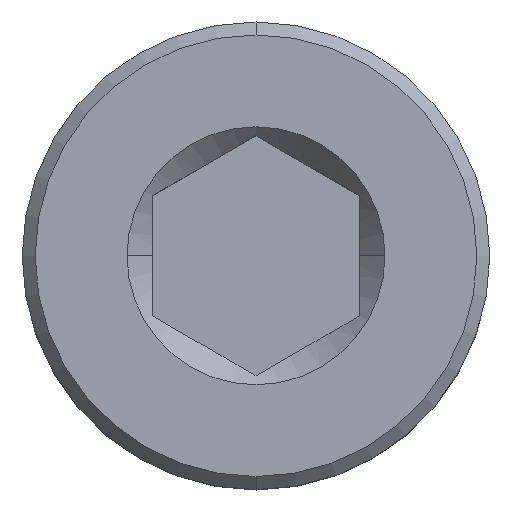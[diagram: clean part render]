
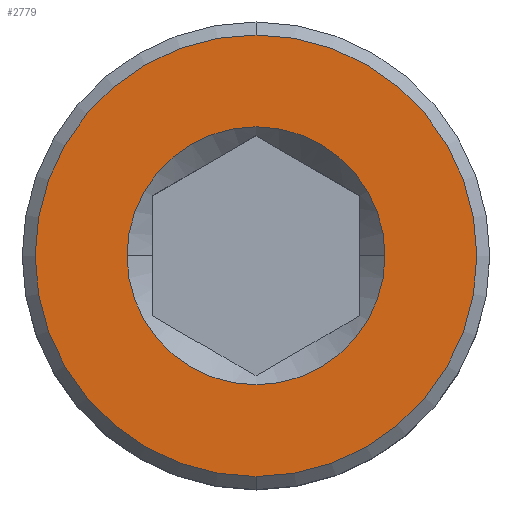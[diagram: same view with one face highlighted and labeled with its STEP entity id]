
A CAD part, top view. The second image highlights one B-rep face of the part: STEP entity #2779.
In plain terms, the highlighted planar face has unit normal (0, 0, 1).
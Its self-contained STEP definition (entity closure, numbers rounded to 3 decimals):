
#31 = DIRECTION ( 'NONE',  ( 0., 0., -1. ) ) ;
#166 = AXIS2_PLACEMENT_3D ( 'NONE', #5538, #2523, #2463 ) ;
#342 = CIRCLE ( 'NONE', #4850, 1.241 ) ;
#375 = FACE_OUTER_BOUND ( 'NONE', #5402, .T. ) ;
#574 = ORIENTED_EDGE ( 'NONE', *, *, #5404, .F. ) ;
#616 = CIRCLE ( 'NONE', #3457, 2.125 ) ;
#683 = CARTESIAN_POINT ( 'NONE',  ( 0., 2.125, 7.25 ) ) ;
#744 = CARTESIAN_POINT ( 'NONE',  ( 0., 0., 7.25 ) ) ;
#805 = CARTESIAN_POINT ( 'NONE',  ( 0., 0., 7.25 ) ) ;
#871 = DIRECTION ( 'NONE',  ( 0., 0., 1. ) ) ;
#1481 = CARTESIAN_POINT ( 'NONE',  ( -1.241, 0., 7.25 ) ) ;
#1518 = CIRCLE ( 'NONE', #166, 1.241 ) ;
#1825 = CARTESIAN_POINT ( 'NONE',  ( 0., 0., 7.25 ) ) ;
#1888 = VERTEX_POINT ( 'NONE', #1481 ) ;
#2463 = DIRECTION ( 'NONE',  ( 1., 0., 0. ) ) ;
#2486 = ORIENTED_EDGE ( 'NONE', *, *, #3100, .F. ) ;
#2506 = CARTESIAN_POINT ( 'NONE',  ( 0., -2.125, 7.25 ) ) ;
#2513 = CIRCLE ( 'NONE', #3569, 2.125 ) ;
#2523 = DIRECTION ( 'NONE',  ( 0., 0., 1. ) ) ;
#2590 = DIRECTION ( 'NONE',  ( 0., 0., 1. ) ) ;
#2779 = ADVANCED_FACE ( 'NONE', ( #4074, #375 ), #3955, .T. ) ;
#3016 = DIRECTION ( 'NONE',  ( 1., 0., 0. ) ) ;
#3018 = ORIENTED_EDGE ( 'NONE', *, *, #3910, .F. ) ;
#3100 = EDGE_CURVE ( 'NONE', #5272, #3975, #2513, .T. ) ;
#3117 = DIRECTION ( 'NONE',  ( 0., 1., 0. ) ) ;
#3382 = EDGE_CURVE ( 'NONE', #3975, #5272, #616, .T. ) ;
#3457 = AXIS2_PLACEMENT_3D ( 'NONE', #744, #3804, #4212 ) ;
#3569 = AXIS2_PLACEMENT_3D ( 'NONE', #1825, #31, #3117 ) ;
#3623 = ORIENTED_EDGE ( 'NONE', *, *, #3382, .F. ) ;
#3804 = DIRECTION ( 'NONE',  ( 0., 0., -1. ) ) ;
#3910 = EDGE_CURVE ( 'NONE', #1888, #4497, #1518, .T. ) ;
#3955 = PLANE ( 'NONE',  #5459 ) ;
#3975 = VERTEX_POINT ( 'NONE', #683 ) ;
#3996 = CARTESIAN_POINT ( 'NONE',  ( 0., 0., 7.25 ) ) ;
#4074 = FACE_BOUND ( 'NONE', #4705, .T. ) ;
#4212 = DIRECTION ( 'NONE',  ( 0., 1., 0. ) ) ;
#4497 = VERTEX_POINT ( 'NONE', #5544 ) ;
#4705 = EDGE_LOOP ( 'NONE', ( #574, #3018 ) ) ;
#4790 = DIRECTION ( 'NONE',  ( 0., -1., 0. ) ) ;
#4850 = AXIS2_PLACEMENT_3D ( 'NONE', #805, #2590, #3016 ) ;
#5272 = VERTEX_POINT ( 'NONE', #2506 ) ;
#5402 = EDGE_LOOP ( 'NONE', ( #3623, #2486 ) ) ;
#5404 = EDGE_CURVE ( 'NONE', #4497, #1888, #342, .T. ) ;
#5459 = AXIS2_PLACEMENT_3D ( 'NONE', #3996, #871, #4790 ) ;
#5538 = CARTESIAN_POINT ( 'NONE',  ( 0., 0., 7.25 ) ) ;
#5544 = CARTESIAN_POINT ( 'NONE',  ( 1.241, 0., 7.25 ) ) ;
